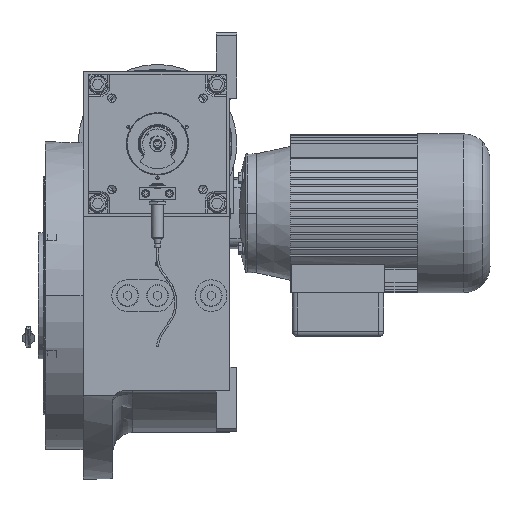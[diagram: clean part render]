
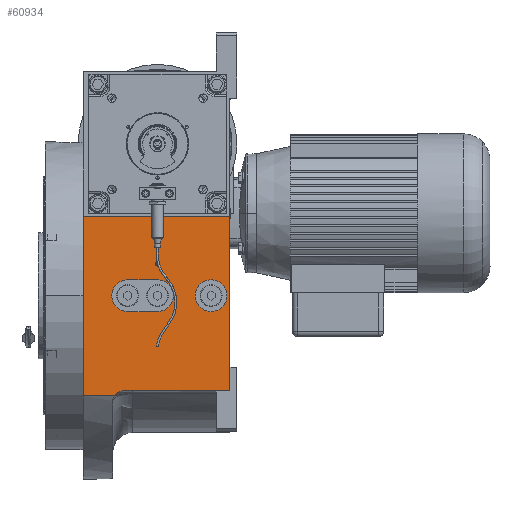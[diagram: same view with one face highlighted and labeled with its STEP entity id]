
A CAD part, left-side view. The second image highlights one B-rep face of the part: STEP entity #60934.
In plain terms, the highlighted planar face has unit normal (-1, 0, 0).
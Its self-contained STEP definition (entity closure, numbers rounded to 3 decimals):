
#2541 = CIRCLE ( 'NONE', #78244, 16. ) ;
#3113 = VECTOR ( 'NONE', #131025, 1000. ) ;
#4234 = DIRECTION ( 'NONE',  ( -1., 0., 0. ) ) ;
#6132 = AXIS2_PLACEMENT_3D ( 'NONE', #93235, #46070, #114661 ) ;
#8501 = CARTESIAN_POINT ( 'NONE',  ( -155., -73., 80. ) ) ;
#8529 = CIRCLE ( 'NONE', #55596, 16. ) ;
#9532 = DIRECTION ( 'NONE',  ( -1., 0., 0. ) ) ;
#9587 = LINE ( 'NONE', #143885, #103373 ) ;
#9811 = EDGE_LOOP ( 'NONE', ( #18211, #79790 ) ) ;
#10596 = EDGE_CURVE ( 'NONE', #122289, #117871, #78132, .T. ) ;
#12182 = VERTEX_POINT ( 'NONE', #78399 ) ;
#12722 = CARTESIAN_POINT ( 'NONE',  ( -155., 2.1, 60. ) ) ;
#13159 = VERTEX_POINT ( 'NONE', #137072 ) ;
#13630 = AXIS2_PLACEMENT_3D ( 'NONE', #105930, #39502, #17399 ) ;
#15249 = VERTEX_POINT ( 'NONE', #122233 ) ;
#15310 = CARTESIAN_POINT ( 'NONE',  ( -155., 0., 60. ) ) ;
#17399 = DIRECTION ( 'NONE',  ( 0., 1., 0. ) ) ;
#18211 = ORIENTED_EDGE ( 'NONE', *, *, #116058, .F. ) ;
#19399 = LINE ( 'NONE', #141152, #42768 ) ;
#20589 = CARTESIAN_POINT ( 'NONE',  ( -155., -54., 0. ) ) ;
#22213 = EDGE_CURVE ( 'NONE', #141199, #12182, #52008, .T. ) ;
#24577 = CARTESIAN_POINT ( 'NONE',  ( -155., 0., 16. ) ) ;
#25488 = DIRECTION ( 'NONE',  ( -1., 0., 0. ) ) ;
#27270 = CIRCLE ( 'NONE', #6132, 2.1 ) ;
#29190 = CARTESIAN_POINT ( 'NONE',  ( -155., 30., -16. ) ) ;
#29466 = DIRECTION ( 'NONE',  ( 0., 1., 0. ) ) ;
#31087 = DIRECTION ( 'NONE',  ( 0., 0., 1. ) ) ;
#31304 = ORIENTED_EDGE ( 'NONE', *, *, #136866, .T. ) ;
#31404 = VERTEX_POINT ( 'NONE', #67462 ) ;
#31813 = DIRECTION ( 'NONE',  ( -1., 0., 0. ) ) ;
#32736 = ORIENTED_EDGE ( 'NONE', *, *, #77269, .F. ) ;
#35248 = DIRECTION ( 'NONE',  ( 1., 0., 0. ) ) ;
#36189 = AXIS2_PLACEMENT_3D ( 'NONE', #130627, #106293, #82649 ) ;
#38831 = CARTESIAN_POINT ( 'NONE',  ( -155., -2.1, 60. ) ) ;
#39502 = DIRECTION ( 'NONE',  ( 1., 0., 0. ) ) ;
#40228 = CARTESIAN_POINT ( 'NONE',  ( -155., 0., 32. ) ) ;
#41986 = VECTOR ( 'NONE', #97018, 1000. ) ;
#42253 = ORIENTED_EDGE ( 'NONE', *, *, #98470, .T. ) ;
#42768 = VECTOR ( 'NONE', #50410, 1000. ) ;
#43456 = LINE ( 'NONE', #87682, #105616 ) ;
#45152 = CARTESIAN_POINT ( 'NONE',  ( -155., 35., -96. ) ) ;
#46070 = DIRECTION ( 'NONE',  ( 1., 0., 0. ) ) ;
#46352 = DIRECTION ( 'NONE',  ( -1., 0., 0. ) ) ;
#46406 = EDGE_CURVE ( 'NONE', #89904, #122289, #2541, .T. ) ;
#48816 = ORIENTED_EDGE ( 'NONE', *, *, #137560, .T. ) ;
#49991 = VERTEX_POINT ( 'NONE', #72166 ) ;
#50366 = VERTEX_POINT ( 'NONE', #38831 ) ;
#50410 = DIRECTION ( 'NONE',  ( 0., 0., 1. ) ) ;
#50944 = ORIENTED_EDGE ( 'NONE', *, *, #131030, .T. ) ;
#51830 = VERTEX_POINT ( 'NONE', #100080 ) ;
#52008 = LINE ( 'NONE', #64501, #41986 ) ;
#52501 = FACE_BOUND ( 'NONE', #108005, .T. ) ;
#54212 = DIRECTION ( 'NONE',  ( 0., 1., 0. ) ) ;
#55596 = AXIS2_PLACEMENT_3D ( 'NONE', #20589, #9532, #85521 ) ;
#56449 = ORIENTED_EDGE ( 'NONE', *, *, #90776, .F. ) ;
#56755 = ORIENTED_EDGE ( 'NONE', *, *, #10596, .F. ) ;
#57181 = VERTEX_POINT ( 'NONE', #24577 ) ;
#58147 = CARTESIAN_POINT ( 'NONE',  ( -155., 30., -16. ) ) ;
#60268 = DIRECTION ( 'NONE',  ( 0., 0., -1. ) ) ;
#60934 = ADVANCED_FACE ( 'NONE', ( #142552, #87128, #97517, #52501, #64272 ), #76081, .T. ) ;
#61509 = ORIENTED_EDGE ( 'NONE', *, *, #22213, .F. ) ;
#64272 = FACE_OUTER_BOUND ( 'NONE', #127925, .T. ) ;
#64501 = CARTESIAN_POINT ( 'NONE',  ( -155., 75., -100.995 ) ) ;
#66425 = EDGE_CURVE ( 'NONE', #117871, #57181, #104390, .T. ) ;
#67462 = CARTESIAN_POINT ( 'NONE',  ( -155., -38., 0. ) ) ;
#71358 = EDGE_CURVE ( 'NONE', #49991, #51830, #27270, .T. ) ;
#71800 = VERTEX_POINT ( 'NONE', #12722 ) ;
#72001 = CARTESIAN_POINT ( 'NONE',  ( -155., 0., 16. ) ) ;
#72166 = CARTESIAN_POINT ( 'NONE',  ( -155., -2.1, 32. ) ) ;
#73414 = DIRECTION ( 'NONE',  ( 1., 0., 0. ) ) ;
#76081 = PLANE ( 'NONE',  #117670 ) ;
#77269 = EDGE_CURVE ( 'NONE', #103679, #130084, #9587, .T. ) ;
#78132 = LINE ( 'NONE', #58147, #120012 ) ;
#78244 = AXIS2_PLACEMENT_3D ( 'NONE', #80993, #46352, #92812 ) ;
#78399 = CARTESIAN_POINT ( 'NONE',  ( -155., 75., 80. ) ) ;
#79790 = ORIENTED_EDGE ( 'NONE', *, *, #103156, .F. ) ;
#80304 = DIRECTION ( 'NONE',  ( 0., -1., 0. ) ) ;
#80931 = CIRCLE ( 'NONE', #36189, 10. ) ;
#80993 = CARTESIAN_POINT ( 'NONE',  ( -155., 30., 0. ) ) ;
#81302 = CARTESIAN_POINT ( 'NONE',  ( -155., 75., -100.995 ) ) ;
#82027 = EDGE_CURVE ( 'NONE', #57181, #89904, #142834, .T. ) ;
#82649 = DIRECTION ( 'NONE',  ( 0., 0.866, 0.5 ) ) ;
#84233 = CARTESIAN_POINT ( 'NONE',  ( -155., -73., -96. ) ) ;
#85521 = DIRECTION ( 'NONE',  ( 0., -1., 0. ) ) ;
#87128 = FACE_BOUND ( 'NONE', #9811, .T. ) ;
#87682 = CARTESIAN_POINT ( 'NONE',  ( -155., 43.657, -100.995 ) ) ;
#89904 = VERTEX_POINT ( 'NONE', #108923 ) ;
#90756 = EDGE_LOOP ( 'NONE', ( #133170, #127521 ) ) ;
#90776 = EDGE_CURVE ( 'NONE', #109798, #141199, #43456, .T. ) ;
#92812 = DIRECTION ( 'NONE',  ( 0., 0., 1. ) ) ;
#93235 = CARTESIAN_POINT ( 'NONE',  ( -155., 0., 32. ) ) ;
#94060 = EDGE_CURVE ( 'NONE', #51830, #49991, #101313, .T. ) ;
#94065 = CARTESIAN_POINT ( 'NONE',  ( -155., -54., 0. ) ) ;
#94730 = EDGE_CURVE ( 'NONE', #50366, #71800, #134389, .T. ) ;
#97018 = DIRECTION ( 'NONE',  ( 0., 0., 1. ) ) ;
#97517 = FACE_BOUND ( 'NONE', #90756, .T. ) ;
#98470 = EDGE_CURVE ( 'NONE', #109798, #130084, #80931, .T. ) ;
#100080 = CARTESIAN_POINT ( 'NONE',  ( -155., 2.1, 32. ) ) ;
#101313 = CIRCLE ( 'NONE', #143648, 2.1 ) ;
#103156 = EDGE_CURVE ( 'NONE', #31404, #15249, #104016, .T. ) ;
#103373 = VECTOR ( 'NONE', #132800, 1000. ) ;
#103679 = VERTEX_POINT ( 'NONE', #84233 ) ;
#104016 = CIRCLE ( 'NONE', #137020, 16. ) ;
#104390 = CIRCLE ( 'NONE', #113789, 16. ) ;
#105616 = VECTOR ( 'NONE', #29466, 1000. ) ;
#105910 = DIRECTION ( 'NONE',  ( 0., 1., 0. ) ) ;
#105930 = CARTESIAN_POINT ( 'NONE',  ( -155., 0., 60. ) ) ;
#106293 = DIRECTION ( 'NONE',  ( 1., 0., 0. ) ) ;
#106578 = CARTESIAN_POINT ( 'NONE',  ( -155., 43.657, -100.995 ) ) ;
#108005 = EDGE_LOOP ( 'NONE', ( #50944, #116407 ) ) ;
#108923 = CARTESIAN_POINT ( 'NONE',  ( -155., 30., 16. ) ) ;
#109798 = VERTEX_POINT ( 'NONE', #106578 ) ;
#113789 = AXIS2_PLACEMENT_3D ( 'NONE', #131086, #4234, #60268 ) ;
#114661 = DIRECTION ( 'NONE',  ( 0., -1., 0. ) ) ;
#115933 = EDGE_LOOP ( 'NONE', ( #127190, #126268, #120701, #56755 ) ) ;
#116058 = EDGE_CURVE ( 'NONE', #15249, #31404, #8529, .T. ) ;
#116407 = ORIENTED_EDGE ( 'NONE', *, *, #94730, .T. ) ;
#117670 = AXIS2_PLACEMENT_3D ( 'NONE', #143252, #31813, #31087 ) ;
#117871 = VERTEX_POINT ( 'NONE', #123270 ) ;
#120012 = VECTOR ( 'NONE', #80304, 1000. ) ;
#120701 = ORIENTED_EDGE ( 'NONE', *, *, #66425, .F. ) ;
#122233 = CARTESIAN_POINT ( 'NONE',  ( -155., -70., 0. ) ) ;
#122289 = VERTEX_POINT ( 'NONE', #29190 ) ;
#123270 = CARTESIAN_POINT ( 'NONE',  ( -155., 0., -16. ) ) ;
#126268 = ORIENTED_EDGE ( 'NONE', *, *, #82027, .F. ) ;
#127190 = ORIENTED_EDGE ( 'NONE', *, *, #46406, .F. ) ;
#127283 = DIRECTION ( 'NONE',  ( 0., 1., 0. ) ) ;
#127521 = ORIENTED_EDGE ( 'NONE', *, *, #71358, .T. ) ;
#127925 = EDGE_LOOP ( 'NONE', ( #31304, #48816, #61509, #56449, #42253, #32736 ) ) ;
#130084 = VERTEX_POINT ( 'NONE', #45152 ) ;
#130187 = VECTOR ( 'NONE', #54212, 1000. ) ;
#130627 = CARTESIAN_POINT ( 'NONE',  ( -155., 35., -106. ) ) ;
#131025 = DIRECTION ( 'NONE',  ( 0., 1., 0. ) ) ;
#131030 = EDGE_CURVE ( 'NONE', #71800, #50366, #140840, .T. ) ;
#131086 = CARTESIAN_POINT ( 'NONE',  ( -155., 0., 0. ) ) ;
#132048 = AXIS2_PLACEMENT_3D ( 'NONE', #15310, #35248, #137813 ) ;
#132800 = DIRECTION ( 'NONE',  ( 0., 1., 0. ) ) ;
#133170 = ORIENTED_EDGE ( 'NONE', *, *, #94060, .T. ) ;
#134389 = CIRCLE ( 'NONE', #132048, 2.1 ) ;
#136866 = EDGE_CURVE ( 'NONE', #103679, #13159, #19399, .T. ) ;
#137020 = AXIS2_PLACEMENT_3D ( 'NONE', #94065, #25488, #127283 ) ;
#137072 = CARTESIAN_POINT ( 'NONE',  ( -155., -73., 80. ) ) ;
#137560 = EDGE_CURVE ( 'NONE', #13159, #12182, #143527, .T. ) ;
#137813 = DIRECTION ( 'NONE',  ( 0., -1., 0. ) ) ;
#140840 = CIRCLE ( 'NONE', #13630, 2.1 ) ;
#141152 = CARTESIAN_POINT ( 'NONE',  ( -155., -73., -96. ) ) ;
#141199 = VERTEX_POINT ( 'NONE', #81302 ) ;
#142552 = FACE_BOUND ( 'NONE', #115933, .T. ) ;
#142834 = LINE ( 'NONE', #72001, #3113 ) ;
#143252 = CARTESIAN_POINT ( 'NONE',  ( -155., -73., -100.995 ) ) ;
#143527 = LINE ( 'NONE', #8501, #130187 ) ;
#143648 = AXIS2_PLACEMENT_3D ( 'NONE', #40228, #73414, #105910 ) ;
#143885 = CARTESIAN_POINT ( 'NONE',  ( -155., -73., -96. ) ) ;
